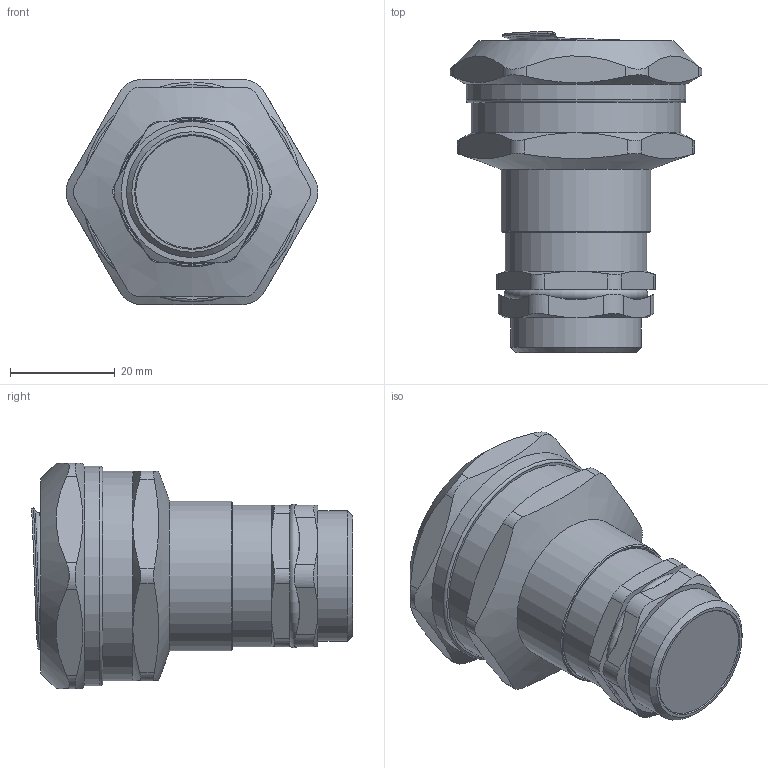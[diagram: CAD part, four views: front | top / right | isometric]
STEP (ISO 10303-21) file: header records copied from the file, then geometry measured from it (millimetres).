
FILE_DESCRIPTION(/* description */ (''),/* implementation_level */ '2;1');
FILE_NAME(/* name */ '',/* time_stamp */ '2025-07-01T10:41:49+07:00',/* author */ ('zeta-86'),/* organization */ (''),/* preprocessor_version */ 'ST-DEVELOPER v19.2',/* originating_system */ 'Autodesk Inventor 2024',/* authorisation */ '');
FILE_SCHEMA (('AUTOMOTIVE_DESIGN { 1 0 10303 214 3 1 1 }'));
Length unit declared in the file: millimetre
Products named in the file (1): Деталь1
Bounding box: 48.1 x 61.33 x 43 mm (x, y, z)
Volume: 52919.2 mm3; surface area: 9589.7 mm2
Topology: 1 solids, 1 shells, 105 faces, 258 edges, 163 vertices
Faces by surface type: plane 34, cone 31, cylinder 31, bspline 6, torus 3
Full cylindrical faces by diameter (mm): 25 x1, 27 x1, 28.6 x1, 40 x1, 42 x1
Entity records: 4325 total; most frequent: CARTESIAN_POINT 2091, ORIENTED_EDGE 516, DIRECTION 393, EDGE_CURVE 258, VERTEX_POINT 163, AXIS2_PLACEMENT_3D 163, EDGE_LOOP 113, FACE_OUTER_BOUND 105
